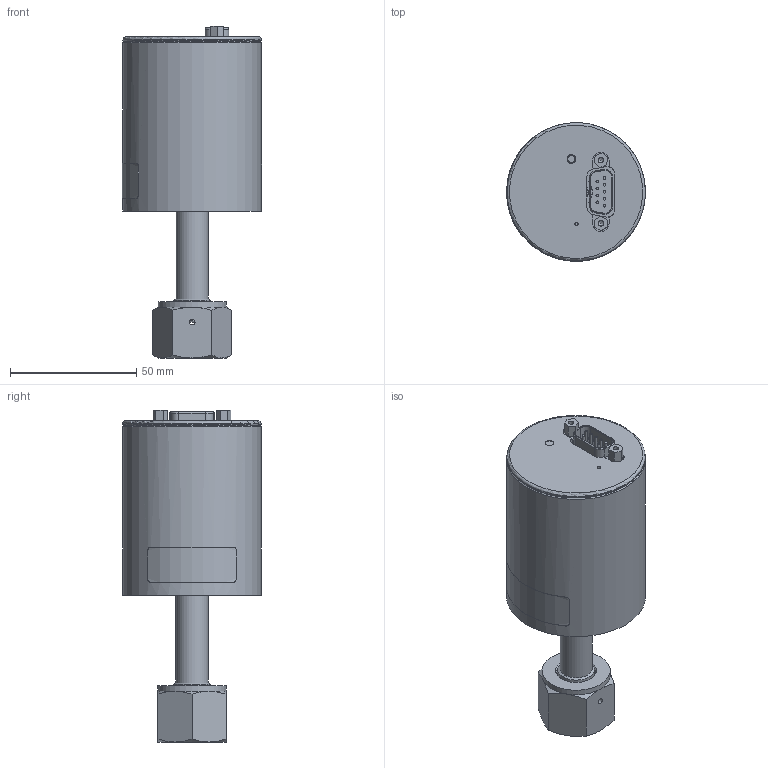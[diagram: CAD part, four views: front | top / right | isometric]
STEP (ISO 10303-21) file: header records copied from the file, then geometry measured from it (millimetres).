
FILE_DESCRIPTION(/* description */ (''),/* implementation_level */ '2;1');
FILE_NAME(/* name */ 'Röhre_kpl_8-VCR.stp',/* time_stamp */ '2015-07-24T08:28:56+02:00',/* author */ ('GOP'),/* organization */ (''),/* preprocessor_version */ 'ST-DEVELOPER v15.2',/* originating_system */ 'Autodesk Inventor 2014',/* authorisation */ '');
FILE_SCHEMA (('AUTOMOTIVE_DESIGN { 1 0 10303 214 3 1 1 }'));
Length unit declared in the file: millimetre
Products named in the file (1): Röhre_kpl_8-VCR
Bounding box: 55.1 x 55 x 131.52 mm (x, y, z)
Volume: 26018.9 mm3; surface area: 40252.4 mm2
Topology: 12 solids, 12 shells, 201 faces, 448 edges, 289 vertices
Faces by surface type: plane 89, cylinder 81, cone 21, torus 10
Full cylindrical faces by diameter (mm): 1.02 x9, 1.3 x1, 2.156 x2, 2.286 x2, 2.8 x1, 2.845 x2, 2.9 x1, 3.2 x3, 3.4 x1, 9.6 x1, 10.16 x1, 12.7 x1, 12.8 x1, 14.46 x1, 15.494 x1, 17.78 x1, 19.05 x1, 26.988 x1, 50.85 x1, 53.606 x1, 54.2 x1, 54.8 x1, 55 x1
Entity records: 5530 total; most frequent: CARTESIAN_POINT 1052, DIRECTION 918, ORIENTED_EDGE 752, AXIS2_PLACEMENT_3D 382, EDGE_CURVE 376, EDGE_LOOP 278, VERTEX_POINT 264, STYLED_ITEM 213
